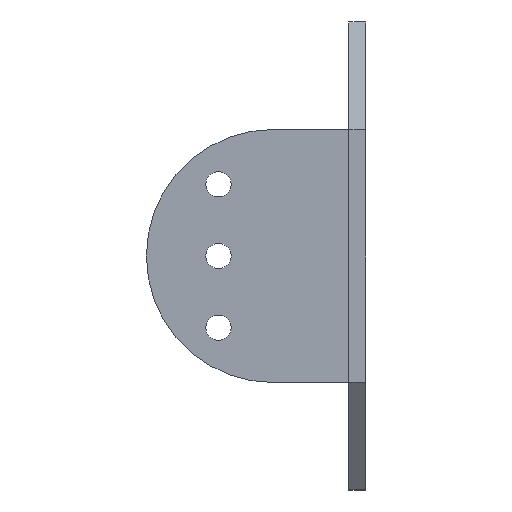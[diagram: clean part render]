
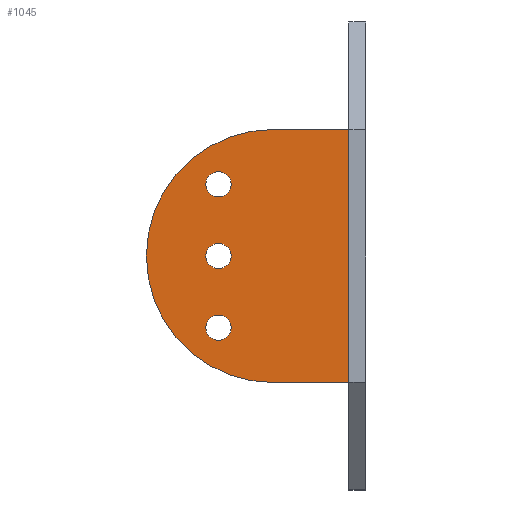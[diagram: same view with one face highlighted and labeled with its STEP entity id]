
A CAD part, left-side view. The second image highlights one B-rep face of the part: STEP entity #1045.
In plain terms, the highlighted planar face has unit normal (-1, 0, 0).
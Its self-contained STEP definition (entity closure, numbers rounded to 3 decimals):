
#44 = CARTESIAN_POINT ( 'NONE',  ( -2., 11., 15. ) ) ;
#82 = VECTOR ( 'NONE', #255, 1000. ) ;
#87 = CARTESIAN_POINT ( 'NONE',  ( -2., 17.448, 10. ) ) ;
#90 = VERTEX_POINT ( 'NONE', #534 ) ;
#96 = CARTESIAN_POINT ( 'NONE',  ( -2., 17.448, -10. ) ) ;
#112 = CIRCLE ( 'NONE', #1004, 15. ) ;
#113 = CARTESIAN_POINT ( 'NONE',  ( -2., 11., -15. ) ) ;
#136 = CIRCLE ( 'NONE', #829, 1.5 ) ;
#146 = VERTEX_POINT ( 'NONE', #525 ) ;
#153 = ORIENTED_EDGE ( 'NONE', *, *, #1119, .F. ) ;
#160 = VERTEX_POINT ( 'NONE', #96 ) ;
#179 = VECTOR ( 'NONE', #984, 1000. ) ;
#200 = CIRCLE ( 'NONE', #650, 1.5 ) ;
#208 = FACE_BOUND ( 'NONE', #710, .T. ) ;
#213 = DIRECTION ( 'NONE',  ( 1., 0., 0. ) ) ;
#214 = EDGE_LOOP ( 'NONE', ( #153, #977, #1065, #511 ) ) ;
#215 = AXIS2_PLACEMENT_3D ( 'NONE', #828, #546, #1191 ) ;
#217 = DIRECTION ( 'NONE',  ( 1., 0., 0. ) ) ;
#233 = CARTESIAN_POINT ( 'NONE',  ( -2., 0., 15. ) ) ;
#240 = LINE ( 'NONE', #416, #179 ) ;
#254 = AXIS2_PLACEMENT_3D ( 'NONE', #537, #816, #520 ) ;
#255 = DIRECTION ( 'NONE',  ( 0., -1., 0. ) ) ;
#265 = DIRECTION ( 'NONE',  ( 0., 0., -1. ) ) ;
#285 = FACE_BOUND ( 'NONE', #444, .T. ) ;
#290 = DIRECTION ( 'NONE',  ( 0., 0., -1. ) ) ;
#295 = VERTEX_POINT ( 'NONE', #113 ) ;
#303 = FACE_BOUND ( 'NONE', #376, .T. ) ;
#318 = CARTESIAN_POINT ( 'NONE',  ( -2., 17.448, 7. ) ) ;
#328 = DIRECTION ( 'NONE',  ( 0., -1., 0. ) ) ;
#340 = DIRECTION ( 'NONE',  ( 1., 0., 0. ) ) ;
#341 = ORIENTED_EDGE ( 'NONE', *, *, #423, .T. ) ;
#359 = CARTESIAN_POINT ( 'NONE',  ( -2., 17.448, 0. ) ) ;
#376 = EDGE_LOOP ( 'NONE', ( #944, #712 ) ) ;
#377 = DIRECTION ( 'NONE',  ( 1., 0., 0. ) ) ;
#382 = EDGE_CURVE ( 'NONE', #295, #906, #112, .T. ) ;
#395 = VERTEX_POINT ( 'NONE', #607 ) ;
#398 = EDGE_CURVE ( 'NONE', #906, #146, #1079, .T. ) ;
#402 = CARTESIAN_POINT ( 'NONE',  ( -2., 17.448, 8.5 ) ) ;
#416 = CARTESIAN_POINT ( 'NONE',  ( -2., 2., 0. ) ) ;
#423 = EDGE_CURVE ( 'NONE', #1074, #395, #905, .T. ) ;
#444 = EDGE_LOOP ( 'NONE', ( #341, #918 ) ) ;
#454 = DIRECTION ( 'NONE',  ( 0., 0., -1. ) ) ;
#490 = AXIS2_PLACEMENT_3D ( 'NONE', #402, #962, #1156 ) ;
#497 = DIRECTION ( 'NONE',  ( 0., 0., -1. ) ) ;
#511 = ORIENTED_EDGE ( 'NONE', *, *, #765, .T. ) ;
#514 = CARTESIAN_POINT ( 'NONE',  ( -2., 17.448, -8.5 ) ) ;
#520 = DIRECTION ( 'NONE',  ( 0., 0., -1. ) ) ;
#525 = CARTESIAN_POINT ( 'NONE',  ( -2., 2., 15. ) ) ;
#534 = CARTESIAN_POINT ( 'NONE',  ( -2., 17.448, -7. ) ) ;
#537 = CARTESIAN_POINT ( 'NONE',  ( -2., 17.448, 0. ) ) ;
#546 = DIRECTION ( 'NONE',  ( 1., 0., 0. ) ) ;
#607 = CARTESIAN_POINT ( 'NONE',  ( -2., 17.448, 1.5 ) ) ;
#650 = AXIS2_PLACEMENT_3D ( 'NONE', #845, #377, #454 ) ;
#657 = EDGE_CURVE ( 'NONE', #1126, #825, #200, .T. ) ;
#680 = PLANE ( 'NONE',  #1014 ) ;
#684 = CARTESIAN_POINT ( 'NONE',  ( -2., 17.448, -1.5 ) ) ;
#705 = CIRCLE ( 'NONE', #490, 1.5 ) ;
#710 = EDGE_LOOP ( 'NONE', ( #1021, #1099 ) ) ;
#712 = ORIENTED_EDGE ( 'NONE', *, *, #1110, .T. ) ;
#746 = AXIS2_PLACEMENT_3D ( 'NONE', #359, #1095, #265 ) ;
#755 = CARTESIAN_POINT ( 'NONE',  ( -2., 0., 0. ) ) ;
#765 = EDGE_CURVE ( 'NONE', #295, #831, #826, .T. ) ;
#789 = CIRCLE ( 'NONE', #746, 1.5 ) ;
#798 = CARTESIAN_POINT ( 'NONE',  ( -2., 0., -15. ) ) ;
#800 = DIRECTION ( 'NONE',  ( 0., 0., -1. ) ) ;
#816 = DIRECTION ( 'NONE',  ( 1., 0., 0. ) ) ;
#825 = VERTEX_POINT ( 'NONE', #87 ) ;
#826 = LINE ( 'NONE', #798, #864 ) ;
#828 = CARTESIAN_POINT ( 'NONE',  ( -2., 17.448, -8.5 ) ) ;
#829 = AXIS2_PLACEMENT_3D ( 'NONE', #514, #340, #800 ) ;
#831 = VERTEX_POINT ( 'NONE', #1189 ) ;
#845 = CARTESIAN_POINT ( 'NONE',  ( -2., 17.448, 8.5 ) ) ;
#864 = VECTOR ( 'NONE', #328, 1000. ) ;
#883 = CIRCLE ( 'NONE', #215, 1.5 ) ;
#905 = CIRCLE ( 'NONE', #254, 1.5 ) ;
#906 = VERTEX_POINT ( 'NONE', #44 ) ;
#918 = ORIENTED_EDGE ( 'NONE', *, *, #990, .T. ) ;
#944 = ORIENTED_EDGE ( 'NONE', *, *, #657, .T. ) ;
#962 = DIRECTION ( 'NONE',  ( 1., 0., 0. ) ) ;
#977 = ORIENTED_EDGE ( 'NONE', *, *, #398, .F. ) ;
#984 = DIRECTION ( 'NONE',  ( 0., 0., -1. ) ) ;
#990 = EDGE_CURVE ( 'NONE', #395, #1074, #789, .T. ) ;
#1004 = AXIS2_PLACEMENT_3D ( 'NONE', #1050, #217, #497 ) ;
#1005 = EDGE_CURVE ( 'NONE', #90, #160, #883, .T. ) ;
#1014 = AXIS2_PLACEMENT_3D ( 'NONE', #755, #213, #290 ) ;
#1021 = ORIENTED_EDGE ( 'NONE', *, *, #1098, .T. ) ;
#1043 = FACE_OUTER_BOUND ( 'NONE', #214, .T. ) ;
#1045 = ADVANCED_FACE ( 'NONE', ( #1043, #208, #285, #303 ), #680, .F. ) ;
#1050 = CARTESIAN_POINT ( 'NONE',  ( -2., 11., 0. ) ) ;
#1065 = ORIENTED_EDGE ( 'NONE', *, *, #382, .F. ) ;
#1074 = VERTEX_POINT ( 'NONE', #684 ) ;
#1079 = LINE ( 'NONE', #233, #82 ) ;
#1095 = DIRECTION ( 'NONE',  ( 1., 0., 0. ) ) ;
#1098 = EDGE_CURVE ( 'NONE', #160, #90, #136, .T. ) ;
#1099 = ORIENTED_EDGE ( 'NONE', *, *, #1005, .T. ) ;
#1110 = EDGE_CURVE ( 'NONE', #825, #1126, #705, .T. ) ;
#1119 = EDGE_CURVE ( 'NONE', #146, #831, #240, .T. ) ;
#1126 = VERTEX_POINT ( 'NONE', #318 ) ;
#1156 = DIRECTION ( 'NONE',  ( 0., 0., -1. ) ) ;
#1189 = CARTESIAN_POINT ( 'NONE',  ( -2., 2., -15. ) ) ;
#1191 = DIRECTION ( 'NONE',  ( 0., 0., -1. ) ) ;
